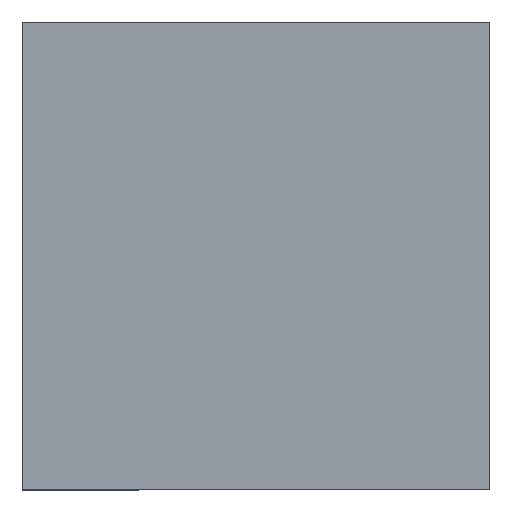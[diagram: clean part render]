
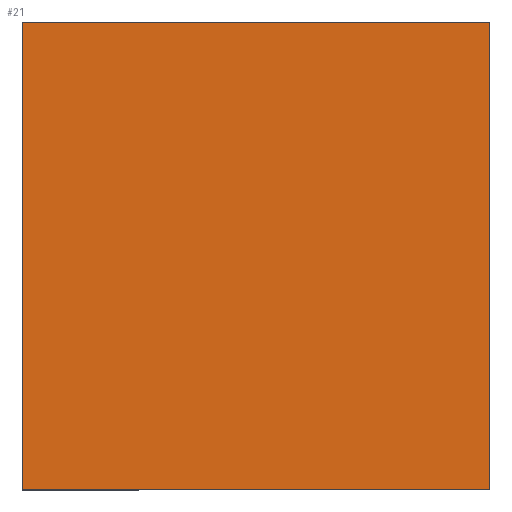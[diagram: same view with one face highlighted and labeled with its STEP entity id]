
A CAD part, top view. The second image highlights one B-rep face of the part: STEP entity #21.
In plain terms, the highlighted planar face has unit normal (0, 0, 1).
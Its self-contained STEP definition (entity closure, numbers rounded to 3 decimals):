
#5 = DIRECTION ( 'NONE',  ( 0., -1., 0. ) ) ;
#8 = LINE ( 'NONE', #77, #69 ) ;
#9 = PLANE ( 'NONE',  #148 ) ;
#12 = ORIENTED_EDGE ( 'NONE', *, *, #161, .T. ) ;
#21 = ADVANCED_FACE ( 'NONE', ( #82 ), #9, .T. ) ;
#25 = EDGE_LOOP ( 'NONE', ( #132, #12, #114, #28 ) ) ;
#28 = ORIENTED_EDGE ( 'NONE', *, *, #174, .T. ) ;
#37 = DIRECTION ( 'NONE',  ( -1., 0., 0. ) ) ;
#61 = LINE ( 'NONE', #175, #167 ) ;
#69 = VECTOR ( 'NONE', #164, 1000. ) ;
#73 = LINE ( 'NONE', #179, #173 ) ;
#77 = CARTESIAN_POINT ( 'NONE',  ( 200., -200., 5. ) ) ;
#78 = DIRECTION ( 'NONE',  ( 0., 0., 1. ) ) ;
#79 = CARTESIAN_POINT ( 'NONE',  ( -200., 200., 5. ) ) ;
#82 = FACE_OUTER_BOUND ( 'NONE', #25, .T. ) ;
#85 = VERTEX_POINT ( 'NONE', #119 ) ;
#92 = CARTESIAN_POINT ( 'NONE',  ( -200., -200., 5. ) ) ;
#114 = ORIENTED_EDGE ( 'NONE', *, *, #129, .T. ) ;
#119 = CARTESIAN_POINT ( 'NONE',  ( 200., 200., 5. ) ) ;
#123 = LINE ( 'NONE', #92, #158 ) ;
#129 = EDGE_CURVE ( 'NONE', #159, #85, #8, .T. ) ;
#132 = ORIENTED_EDGE ( 'NONE', *, *, #171, .T. ) ;
#138 = CARTESIAN_POINT ( 'NONE',  ( 200., -200., 5. ) ) ;
#139 = DIRECTION ( 'NONE',  ( 1., 0., 0. ) ) ;
#143 = CARTESIAN_POINT ( 'NONE',  ( -200., -200., 5. ) ) ;
#148 = AXIS2_PLACEMENT_3D ( 'NONE', #201, #78, #139 ) ;
#158 = VECTOR ( 'NONE', #5, 1000. ) ;
#159 = VERTEX_POINT ( 'NONE', #138 ) ;
#161 = EDGE_CURVE ( 'NONE', #186, #159, #61, .T. ) ;
#164 = DIRECTION ( 'NONE',  ( 0., 1., 0. ) ) ;
#165 = DIRECTION ( 'NONE',  ( 1., 0., 0. ) ) ;
#167 = VECTOR ( 'NONE', #165, 1000. ) ;
#171 = EDGE_CURVE ( 'NONE', #198, #186, #123, .T. ) ;
#173 = VECTOR ( 'NONE', #37, 1000. ) ;
#174 = EDGE_CURVE ( 'NONE', #85, #198, #73, .T. ) ;
#175 = CARTESIAN_POINT ( 'NONE',  ( 200., -200., 5. ) ) ;
#179 = CARTESIAN_POINT ( 'NONE',  ( 200., 200., 5. ) ) ;
#186 = VERTEX_POINT ( 'NONE', #143 ) ;
#198 = VERTEX_POINT ( 'NONE', #79 ) ;
#201 = CARTESIAN_POINT ( 'NONE',  ( 0., 0., 5. ) ) ;
